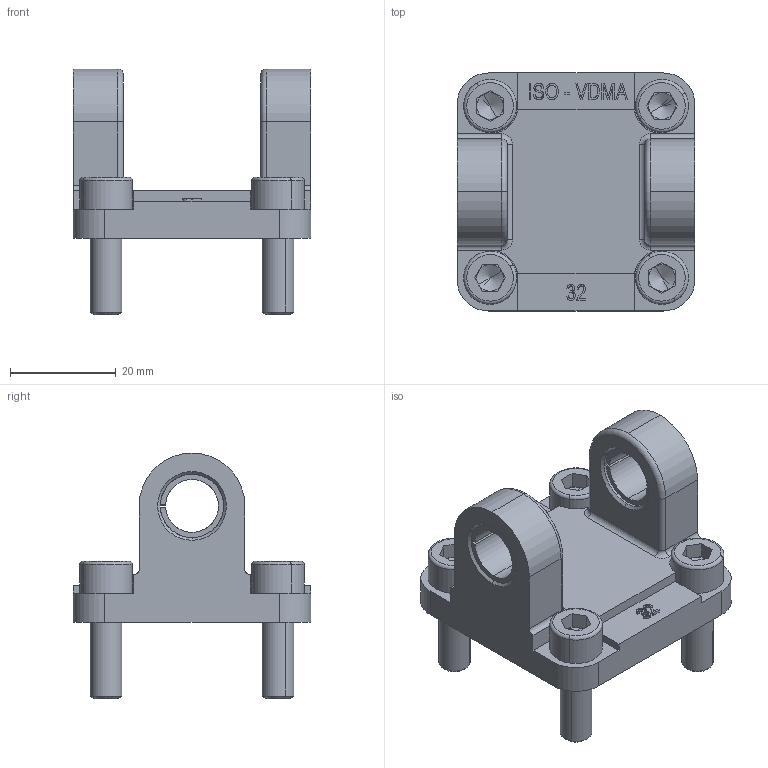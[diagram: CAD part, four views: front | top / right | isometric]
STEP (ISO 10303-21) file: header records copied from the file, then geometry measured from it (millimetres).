
FILE_DESCRIPTION (( 'STEP AP203' ), '1' );
FILE_NAME ('CFE032A1S.step', '2022-03-10T11:55:44', ( '' ), ( '' ), 'SwSTEP 2.0', 'SolidWorks 2021', '' );
FILE_SCHEMA (( 'CONFIG_CONTROL_DESIGN' ));
Length unit declared in the file: millimetre
Products named in the file (5): CFE1032000; VT00706200_DIN 912 M6 x 20 --- 20C; CFE032A1S; CFE1032B00; BC02810000
Assembly tree (8 placements, depth 3):
  CFE032A1S
    CFE1032000
      CFE1032B00
      BC02810000  x2
    VT00706200_DIN 912 M6 x 20 --- 20C  x4
Bounding box: 45 x 45 x 46.5 mm (x, y, z)
Volume: 21474 mm3; surface area: 12901.3 mm2
Topology: 7 solids, 7 shells, 355 faces, 868 edges, 541 vertices
Faces by surface type: plane 166, cylinder 64, bspline 58, cone 42, torus 25
Entity records: 11513 total; most frequent: CARTESIAN_POINT 4772, ORIENTED_EDGE 1336, DIRECTION 1138, EDGE_CURVE 668, VERTEX_POINT 426, LINE 402, VECTOR 402, AXIS2_PLACEMENT_3D 368
